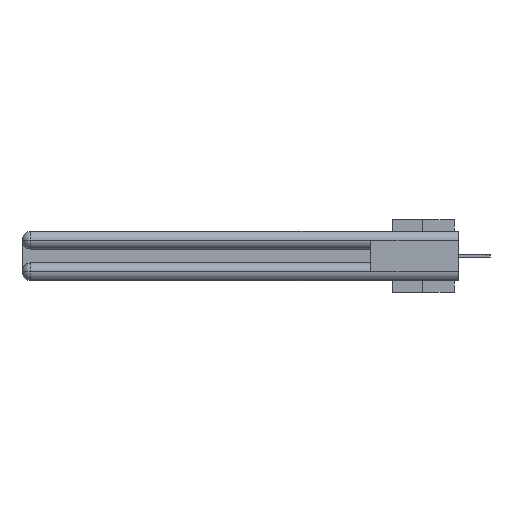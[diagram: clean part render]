
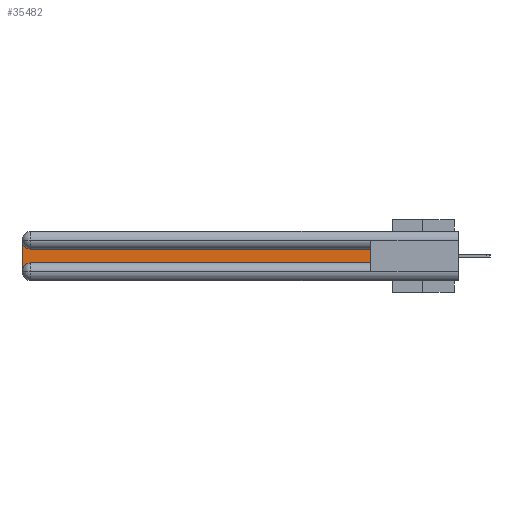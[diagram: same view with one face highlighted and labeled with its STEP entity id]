
A CAD part, left-side view. The second image highlights one B-rep face of the part: STEP entity #35482.
In plain terms, the highlighted planar face has unit normal (-1, 0, 0).
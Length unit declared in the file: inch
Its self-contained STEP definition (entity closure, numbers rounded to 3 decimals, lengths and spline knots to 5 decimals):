
#692 = EDGE_CURVE ( 'NONE', #33258, #2964, #12742, .T. ) ;
#775 = DIRECTION ( 'NONE',  ( 1., 0., 0. ) ) ;
#2201 = CARTESIAN_POINT ( 'NONE',  ( 0.075, 0.6, -0.1225 ) ) ;
#2842 = CARTESIAN_POINT ( 'NONE',  ( 0.075, 0.6, -0.2175 ) ) ;
#2964 = VERTEX_POINT ( 'NONE', #8540 ) ;
#6001 = EDGE_CURVE ( 'NONE', #37634, #30216, #19787, .T. ) ;
#6445 = VECTOR ( 'NONE', #12686, 39.37008 ) ;
#6753 = CARTESIAN_POINT ( 'NONE',  ( 0.075, 3., -0.0625 ) ) ;
#6865 = CARTESIAN_POINT ( 'NONE',  ( 0.075, 0.6, -0.1225 ) ) ;
#7180 = CARTESIAN_POINT ( 'NONE',  ( 0.075, 2.94, -0.1225 ) ) ;
#7556 = ORIENTED_EDGE ( 'NONE', *, *, #692, .T. ) ;
#7773 = CIRCLE ( 'NONE', #18242, 0.06 ) ;
#8453 = DIRECTION ( 'NONE',  ( 0., 1., 0. ) ) ;
#8540 = CARTESIAN_POINT ( 'NONE',  ( 0.075, 3., -0.2775 ) ) ;
#10239 = DIRECTION ( 'NONE',  ( 0., -1., 0. ) ) ;
#10609 = CARTESIAN_POINT ( 'NONE',  ( 0.075, 0.6, -0.2175 ) ) ;
#12686 = DIRECTION ( 'NONE',  ( 0., 0., -1. ) ) ;
#12742 = LINE ( 'NONE', #27783, #6445 ) ;
#13206 = AXIS2_PLACEMENT_3D ( 'NONE', #19368, #775, #22501 ) ;
#13263 = EDGE_CURVE ( 'NONE', #30216, #34353, #30560, .T. ) ;
#15598 = CARTESIAN_POINT ( 'NONE',  ( 0.075, 3., -0.1225 ) ) ;
#17238 = EDGE_CURVE ( 'NONE', #2964, #29485, #7773, .T. ) ;
#17740 = ORIENTED_EDGE ( 'NONE', *, *, #17238, .T. ) ;
#18242 = AXIS2_PLACEMENT_3D ( 'NONE', #36898, #18357, #39979 ) ;
#18357 = DIRECTION ( 'NONE',  ( 1., 0., 0. ) ) ;
#18755 = DIRECTION ( 'NONE',  ( 0., 0., -1. ) ) ;
#19368 = CARTESIAN_POINT ( 'NONE',  ( 0.075, 2.94, -0.0625 ) ) ;
#19592 = EDGE_CURVE ( 'NONE', #29485, #37634, #29457, .T. ) ;
#19787 = LINE ( 'NONE', #10609, #28023 ) ;
#21165 = CARTESIAN_POINT ( 'NONE',  ( 0.075, 2.94, -0.2175 ) ) ;
#21324 = VECTOR ( 'NONE', #8453, 39.37008 ) ;
#22501 = DIRECTION ( 'NONE',  ( 0., 0., -1. ) ) ;
#24095 = CIRCLE ( 'NONE', #13206, 0.06 ) ;
#25749 = CARTESIAN_POINT ( 'NONE',  ( 0.075, 0.6, -0.2175 ) ) ;
#26090 = EDGE_LOOP ( 'NONE', ( #36614, #29413, #7556, #17740, #34233, #26980 ) ) ;
#26980 = ORIENTED_EDGE ( 'NONE', *, *, #6001, .T. ) ;
#27783 = CARTESIAN_POINT ( 'NONE',  ( 0.075, 3., -0.2175 ) ) ;
#28023 = VECTOR ( 'NONE', #35420, 39.37008 ) ;
#28446 = EDGE_CURVE ( 'NONE', #34353, #33258, #24095, .T. ) ;
#29413 = ORIENTED_EDGE ( 'NONE', *, *, #28446, .T. ) ;
#29457 = LINE ( 'NONE', #25749, #37647 ) ;
#29485 = VERTEX_POINT ( 'NONE', #21165 ) ;
#30216 = VERTEX_POINT ( 'NONE', #6865 ) ;
#30560 = LINE ( 'NONE', #2201, #21324 ) ;
#33258 = VERTEX_POINT ( 'NONE', #6753 ) ;
#33327 = FACE_OUTER_BOUND ( 'NONE', #26090, .T. ) ;
#34201 = PLANE ( 'NONE',  #34307 ) ;
#34233 = ORIENTED_EDGE ( 'NONE', *, *, #19592, .T. ) ;
#34307 = AXIS2_PLACEMENT_3D ( 'NONE', #15598, #37287, #18755 ) ;
#34353 = VERTEX_POINT ( 'NONE', #7180 ) ;
#35420 = DIRECTION ( 'NONE',  ( 0., 0., 1. ) ) ;
#35482 = ADVANCED_FACE ( 'NONE', ( #33327 ), #34201, .F. ) ;
#36614 = ORIENTED_EDGE ( 'NONE', *, *, #13263, .T. ) ;
#36898 = CARTESIAN_POINT ( 'NONE',  ( 0.075, 2.94, -0.2775 ) ) ;
#37287 = DIRECTION ( 'NONE',  ( 1., 0., 0. ) ) ;
#37634 = VERTEX_POINT ( 'NONE', #2842 ) ;
#37647 = VECTOR ( 'NONE', #10239, 39.37008 ) ;
#39979 = DIRECTION ( 'NONE',  ( 0., 0., -1. ) ) ;
